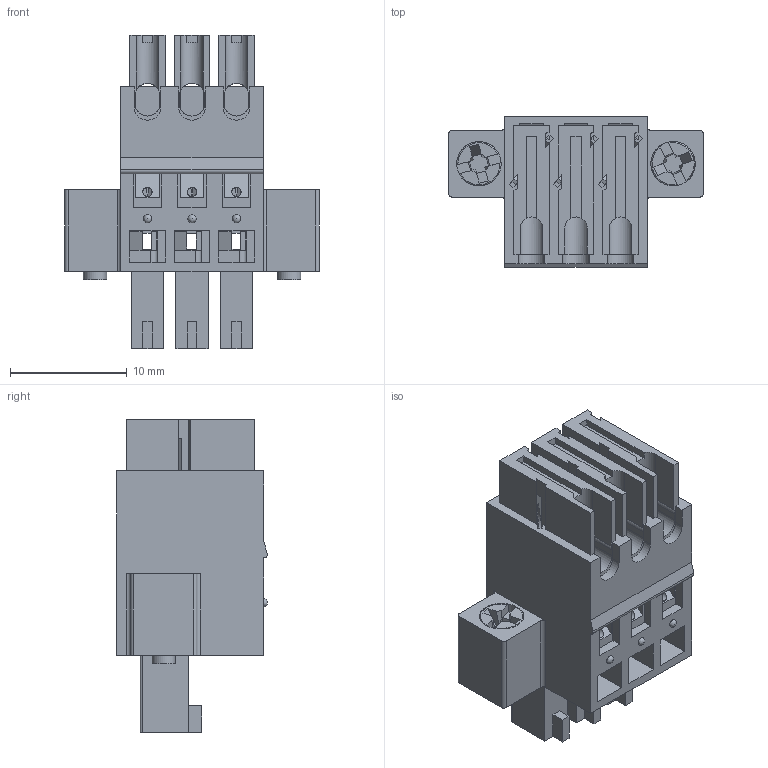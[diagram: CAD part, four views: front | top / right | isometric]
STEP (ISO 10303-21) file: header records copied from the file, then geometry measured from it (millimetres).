
FILE_DESCRIPTION( ( 'Unknown' ), '1' );
FILE_NAME( '691359340003.stp', 'Unknown', ( 'Unknown' ), ( 'Unknown' ), 'PSStep 18.0.17', 'Unknown', ' ' );
FILE_SCHEMA( ( 'AUTOMOTIVE_DESIGN { 1 0 10303 214 1 1 1 1 }' ) );
Length unit declared in the file: millimetre
Products named in the file (5): Assem1; 691(358310)(359340)0xx_Actuator; 6913593400xx; 6913593400xx_Vis; 691359340003
Assembly tree (9 placements, depth 2):
  Assem1
    691(358310)(359340)0xx_Actuator  x3
    6913593400xx  x3
    6913593400xx_Vis  x2
    691359340003
Bounding box: 21.82 x 12.9 x 26.8 mm (x, y, z)
Volume: 2213.6 mm3; surface area: 6200.7 mm2
Topology: 9 solids, 9 shells, 870 faces, 2442 edges, 1597 vertices
Faces by surface type: plane 678, cylinder 172, torus 9, bspline 6, revolution 3, cone 2
Full cylindrical faces by diameter (mm): 0.8 x3, 1.2 x3, 2 x2, 2.1 x3, 2.4 x4, 3.8 x4
Entity records: 19611 total; most frequent: CARTESIAN_POINT 2904, ORIENTED_EDGE 2710, DIRECTION 2496, EDGE_CURVE 1355, LINE 1175, VECTOR 1175, VERTEX_POINT 901, AXIS2_PLACEMENT_3D 659
